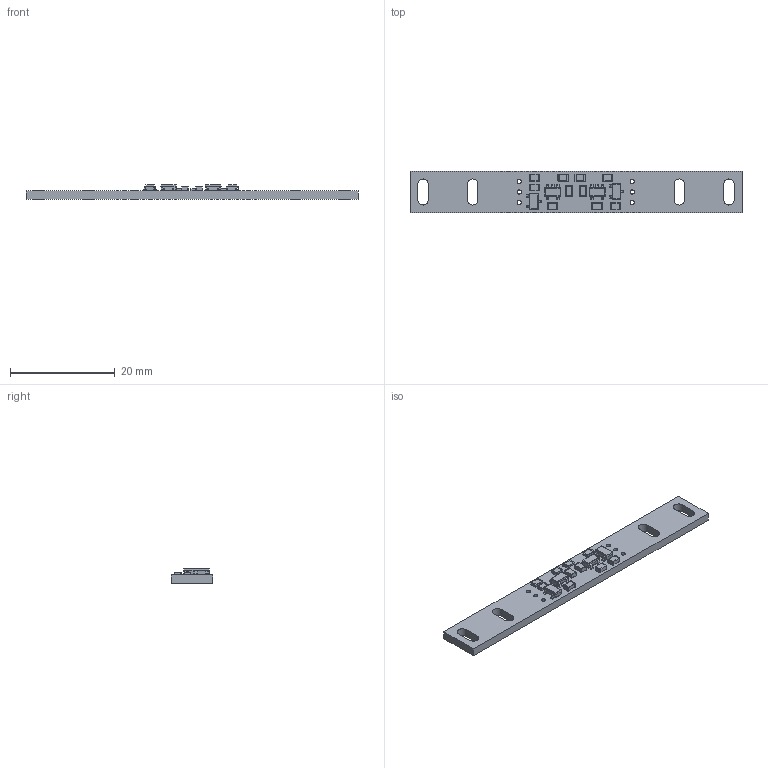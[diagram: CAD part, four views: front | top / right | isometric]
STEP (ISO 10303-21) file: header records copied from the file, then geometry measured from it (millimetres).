
FILE_DESCRIPTION(('Open CASCADE Model'),'2;1');
FILE_NAME('Open CASCADE Shape Model','2021-07-28T16:31:28',('Author'),( 'Open CASCADE'),'Open CASCADE STEP processor 6.8','Open CASCADE 6.8' ,'Unknown');
FILE_SCHEMA(('AUTOMOTIVE_DESIGN { 1 0 10303 214 1 1 1 1 }'));
Length unit declared in the file: millimetre
Products named in the file (23): PCB; Board; Open CASCADE STEP translator 6.8 2.1.1; C5; C0805_085; U2; SOT23-5; U1; R5; RESC0805_v1; R4; R3; R2; R1; Q1; SOT23-3; D1; C4; C3; C2; C1
Assembly tree (40 placements, depth 3):
  PCB
    Board
      Open CASCADE STEP translator 6.8 2.1.1
    C5
      C0805_085
      C0805_085
      C0805_085
    U2
      SOT23-5
    U1
      SOT23-5
    R5
      RESC0805_v1
    R4
      RESC0805_v1
    R3
      RESC0805_v1
    R2
      RESC0805_v1
    R1
      RESC0805_v1
    Q1
      SOT23-3
    D1
      SOT23-3
    C4
      C0805_085
      C0805_085
      C0805_085
    C3
      C0805_085
      C0805_085
      C0805_085
    C2
      C0805_085
      C0805_085
      C0805_085
    C1
      C0805_085
      C0805_085
      C0805_085
Bounding box: 63.5 x 8 x 2.81 mm (x, y, z)
Volume: 792.3 mm3; surface area: 1523 mm2
Topology: 56 solids, 56 shells, 846 faces, 1846 edges, 1072 vertices
Faces by surface type: plane 336, cylinder 234, bspline 176, sphere 100
Full cylindrical faces by diameter (mm): 0.8 x6
Entity records: 10832 total; most frequent: CARTESIAN_POINT 4873, ORIENTED_EDGE 1164, DIRECTION 872, EDGE_CURVE 582, VERTEX_POINT 352, AXIS2_PLACEMENT_3D 335, FACE_BOUND 286, EDGE_LOOP 286
